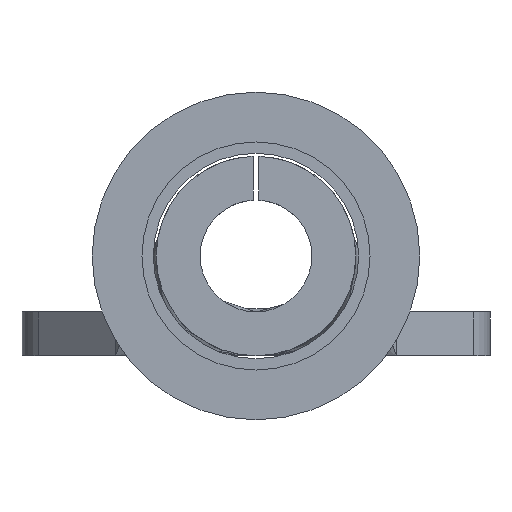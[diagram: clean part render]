
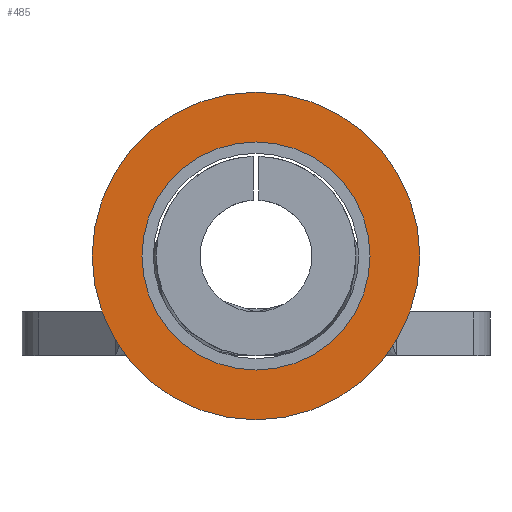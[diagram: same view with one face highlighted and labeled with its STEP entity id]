
A CAD part, front view. The second image highlights one B-rep face of the part: STEP entity #485.
In plain terms, the highlighted planar face has unit normal (0, -1, 0).
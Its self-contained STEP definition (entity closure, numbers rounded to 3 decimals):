
#23 = CARTESIAN_POINT ( 'NONE',  ( 0., -17.775, 1.33 ) ) ;
#24 = EDGE_LOOP ( 'NONE', ( #566, #394 ) ) ;
#27 = AXIS2_PLACEMENT_3D ( 'NONE', #272, #505, #381 ) ;
#120 = CARTESIAN_POINT ( 'NONE',  ( 0., -17.775, 1.33 ) ) ;
#122 = ORIENTED_EDGE ( 'NONE', *, *, #1065, .T. ) ;
#158 = CARTESIAN_POINT ( 'NONE',  ( 2.8, -17.775, 1.33 ) ) ;
#165 = AXIS2_PLACEMENT_3D ( 'NONE', #1073, #1320, #438 ) ;
#209 = DIRECTION ( 'NONE',  ( 1., 0., 0. ) ) ;
#254 = DIRECTION ( 'NONE',  ( 0., 1., 0. ) ) ;
#272 = CARTESIAN_POINT ( 'NONE',  ( 0., -17.775, 1.33 ) ) ;
#294 = AXIS2_PLACEMENT_3D ( 'NONE', #23, #1047, #900 ) ;
#310 = CIRCLE ( 'NONE', #165, 1.95 ) ;
#344 = AXIS2_PLACEMENT_3D ( 'NONE', #943, #836, #209 ) ;
#356 = CARTESIAN_POINT ( 'NONE',  ( -1.95, -17.775, 1.33 ) ) ;
#381 = DIRECTION ( 'NONE',  ( -1., 0., 0. ) ) ;
#394 = ORIENTED_EDGE ( 'NONE', *, *, #1092, .F. ) ;
#438 = DIRECTION ( 'NONE',  ( -1., 0., 0. ) ) ;
#485 = ADVANCED_FACE ( 'NONE', ( #1185, #1650 ), #811, .T. ) ;
#505 = DIRECTION ( 'NONE',  ( 0., 1., 0. ) ) ;
#560 = CIRCLE ( 'NONE', #27, 1.95 ) ;
#566 = ORIENTED_EDGE ( 'NONE', *, *, #678, .F. ) ;
#572 = VERTEX_POINT ( 'NONE', #816 ) ;
#678 = EDGE_CURVE ( 'NONE', #1211, #1233, #1563, .T. ) ;
#795 = VERTEX_POINT ( 'NONE', #356 ) ;
#811 = PLANE ( 'NONE',  #344 ) ;
#816 = CARTESIAN_POINT ( 'NONE',  ( 1.95, -17.775, 1.33 ) ) ;
#836 = DIRECTION ( 'NONE',  ( 0., -1., 0. ) ) ;
#889 = EDGE_LOOP ( 'NONE', ( #122, #1475 ) ) ;
#900 = DIRECTION ( 'NONE',  ( -1., 0., 0. ) ) ;
#943 = CARTESIAN_POINT ( 'NONE',  ( -2.8, -17.775, 1.33 ) ) ;
#1047 = DIRECTION ( 'NONE',  ( 0., 1., 0. ) ) ;
#1065 = EDGE_CURVE ( 'NONE', #795, #572, #560, .T. ) ;
#1073 = CARTESIAN_POINT ( 'NONE',  ( 0., -17.775, 1.33 ) ) ;
#1092 = EDGE_CURVE ( 'NONE', #1233, #1211, #1219, .T. ) ;
#1137 = DIRECTION ( 'NONE',  ( -1., 0., 0. ) ) ;
#1185 = FACE_BOUND ( 'NONE', #889, .T. ) ;
#1211 = VERTEX_POINT ( 'NONE', #1566 ) ;
#1219 = CIRCLE ( 'NONE', #294, 2.8 ) ;
#1233 = VERTEX_POINT ( 'NONE', #158 ) ;
#1320 = DIRECTION ( 'NONE',  ( 0., 1., 0. ) ) ;
#1475 = ORIENTED_EDGE ( 'NONE', *, *, #1640, .T. ) ;
#1516 = AXIS2_PLACEMENT_3D ( 'NONE', #120, #254, #1137 ) ;
#1563 = CIRCLE ( 'NONE', #1516, 2.8 ) ;
#1566 = CARTESIAN_POINT ( 'NONE',  ( -2.8, -17.775, 1.33 ) ) ;
#1640 = EDGE_CURVE ( 'NONE', #572, #795, #310, .T. ) ;
#1650 = FACE_OUTER_BOUND ( 'NONE', #24, .T. ) ;
